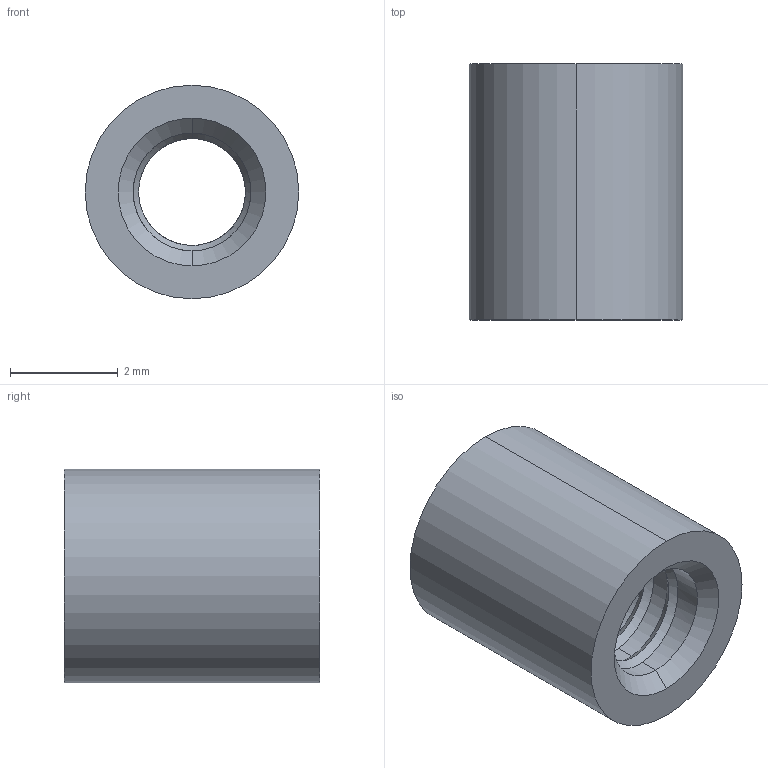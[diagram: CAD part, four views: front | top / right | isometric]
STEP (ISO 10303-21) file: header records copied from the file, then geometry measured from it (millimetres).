
FILE_DESCRIPTION (( 'STEP AP214' ), '1' );
FILE_NAME ('1801A.STEP', '2008-09-23T14:40:26', ( 'Richard Maletta' ), ( '' ), 'SwSTEP 2.0', 'SolidWorks 2008', '' );
FILE_SCHEMA (( 'AUTOMOTIVE_DESIGN' ));
Length unit declared in the file: inch
Products named in the file (1): 1801A
Bounding box: 3.96 x 4.75 x 3.96 mm (x, y, z)
Volume: 40.8 mm3; surface area: 109 mm2
Topology: 1 solids, 1 shells, 26 faces, 64 edges, 40 vertices
Faces by surface type: cylinder 16, cone 4, plane 4, bspline 2
Entity records: 1210 total; most frequent: CARTESIAN_POINT 637, ORIENTED_EDGE 128, DIRECTION 101, EDGE_CURVE 64, VERTEX_POINT 40, AXIS2_PLACEMENT_3D 37, EDGE_LOOP 28, VECTOR 27
